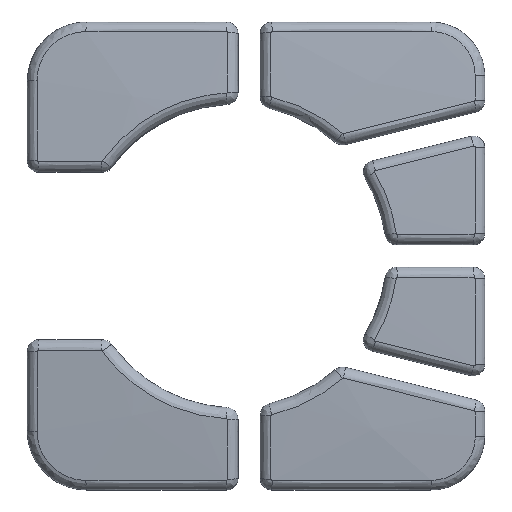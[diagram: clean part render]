
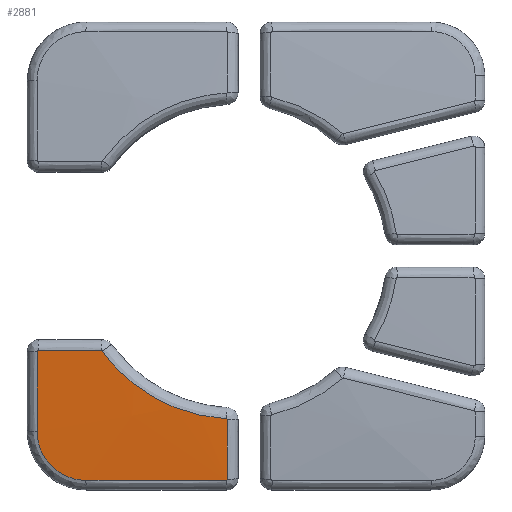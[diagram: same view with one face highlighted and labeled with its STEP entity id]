
A CAD part, top view. The second image highlights one B-rep face of the part: STEP entity #2881.
In plain terms, the highlighted spherical face has radius 475 mm.
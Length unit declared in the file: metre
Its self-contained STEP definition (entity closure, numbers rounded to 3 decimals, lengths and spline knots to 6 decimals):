
#124=SPHERICAL_SURFACE('',#3179,0.475);
#290=B_SPLINE_CURVE_WITH_KNOTS('',3,(#4244,#4245,#4246,#4247),
 .UNSPECIFIED.,.F.,.F.,(4,4),(0.,1.),.UNSPECIFIED.);
#291=B_SPLINE_CURVE_WITH_KNOTS('',3,(#4250,#4251,#4252,#4253),
 .UNSPECIFIED.,.F.,.F.,(4,4),(0.,1.),.UNSPECIFIED.);
#292=B_SPLINE_CURVE_WITH_KNOTS('',3,(#4255,#4256,#4257,#4258),
 .UNSPECIFIED.,.F.,.F.,(4,4),(0.,1.),.UNSPECIFIED.);
#293=B_SPLINE_CURVE_WITH_KNOTS('',3,(#4260,#4261,#4262,#4263),
 .UNSPECIFIED.,.F.,.F.,(4,4),(0.,1.),.UNSPECIFIED.);
#294=B_SPLINE_CURVE_WITH_KNOTS('',3,(#4265,#4266,#4267,#4268,#4269,#4270,
#4271),.UNSPECIFIED.,.F.,.F.,(4,1,1,1,4),(0.,0.25,0.5,0.75,1.),
 .UNSPECIFIED.);
#295=B_SPLINE_CURVE_WITH_KNOTS('',3,(#4273,#4274,#4275,#4276),
 .UNSPECIFIED.,.F.,.F.,(4,4),(0.,1.),.UNSPECIFIED.);
#296=B_SPLINE_CURVE_WITH_KNOTS('',3,(#4278,#4279,#4280,#4281),
 .UNSPECIFIED.,.F.,.F.,(4,4),(0.,1.),.UNSPECIFIED.);
#297=B_SPLINE_CURVE_WITH_KNOTS('',3,(#4283,#4284,#4285,#4286),
 .UNSPECIFIED.,.F.,.F.,(4,4),(0.,1.),.UNSPECIFIED.);
#298=B_SPLINE_CURVE_WITH_KNOTS('',3,(#4288,#4289,#4290,#4291),
 .UNSPECIFIED.,.F.,.F.,(4,4),(0.,1.),.UNSPECIFIED.);
#299=B_SPLINE_CURVE_WITH_KNOTS('',3,(#4293,#4294,#4295,#4296,#4297),
 .UNSPECIFIED.,.F.,.F.,(4,1,4),(0.,0.5,1.),.UNSPECIFIED.);
#500=ORIENTED_EDGE('',*,*,#1346,.T.);
#501=ORIENTED_EDGE('',*,*,#1347,.T.);
#502=ORIENTED_EDGE('',*,*,#1348,.T.);
#503=ORIENTED_EDGE('',*,*,#1349,.T.);
#504=ORIENTED_EDGE('',*,*,#1350,.T.);
#505=ORIENTED_EDGE('',*,*,#1351,.T.);
#506=ORIENTED_EDGE('',*,*,#1352,.T.);
#507=ORIENTED_EDGE('',*,*,#1353,.T.);
#508=ORIENTED_EDGE('',*,*,#1354,.T.);
#509=ORIENTED_EDGE('',*,*,#1355,.T.);
#1346=EDGE_CURVE('',#1764,#1765,#290,.T.);
#1347=EDGE_CURVE('',#1765,#1766,#291,.T.);
#1348=EDGE_CURVE('',#1766,#1767,#292,.T.);
#1349=EDGE_CURVE('',#1767,#1768,#293,.T.);
#1350=EDGE_CURVE('',#1768,#1769,#294,.T.);
#1351=EDGE_CURVE('',#1769,#1770,#295,.T.);
#1352=EDGE_CURVE('',#1770,#1771,#296,.T.);
#1353=EDGE_CURVE('',#1771,#1772,#297,.T.);
#1354=EDGE_CURVE('',#1772,#1773,#298,.T.);
#1355=EDGE_CURVE('',#1773,#1764,#299,.T.);
#1764=VERTEX_POINT('',#4248);
#1765=VERTEX_POINT('',#4249);
#1766=VERTEX_POINT('',#4254);
#1767=VERTEX_POINT('',#4259);
#1768=VERTEX_POINT('',#4264);
#1769=VERTEX_POINT('',#4272);
#1770=VERTEX_POINT('',#4277);
#1771=VERTEX_POINT('',#4282);
#1772=VERTEX_POINT('',#4287);
#1773=VERTEX_POINT('',#4292);
#2317=EDGE_LOOP('',(#500,#501,#502,#503,#504,#505,#506,#507,#508,#509));
#2569=FACE_BOUND('',#2317,.T.);
#2881=ADVANCED_FACE('',(#2569),#124,.T.);
#3179=AXIS2_PLACEMENT_3D('',#4243,#3493,#3494);
#3493=DIRECTION('',(-1.,0.,0.));
#3494=DIRECTION('',(0.,0.,1.));
#4243=CARTESIAN_POINT('',(0.0381,-0.00334,-0.4388));
#4244=CARTESIAN_POINT('',(0.013092,-0.021299,0.035201));
#4245=CARTESIAN_POINT('',(0.013052,-0.021243,0.035201));
#4246=CARTESIAN_POINT('',(0.012997,-0.021215,0.035199));
#4247=CARTESIAN_POINT('',(0.012929,-0.021215,0.035196));
#4248=CARTESIAN_POINT('',(0.013092,-0.021299,0.035201));
#4249=CARTESIAN_POINT('',(0.012929,-0.021215,0.035196));
#4250=CARTESIAN_POINT('',(0.012929,-0.021215,0.035196));
#4251=CARTESIAN_POINT('',(0.00893,-0.021217,0.034983));
#4252=CARTESIAN_POINT('',(0.004935,-0.021217,0.03472));
#4253=CARTESIAN_POINT('',(0.000944,-0.021215,0.034407));
#4254=CARTESIAN_POINT('',(0.000944,-0.021215,0.034407));
#4255=CARTESIAN_POINT('',(0.000944,-0.021215,0.034407));
#4256=CARTESIAN_POINT('',(0.000833,-0.021215,0.034398));
#4257=CARTESIAN_POINT('',(0.000743,-0.021304,0.034388));
#4258=CARTESIAN_POINT('',(0.000743,-0.021416,0.034384));
#4259=CARTESIAN_POINT('',(0.000743,-0.021416,0.034384));
#4260=CARTESIAN_POINT('',(0.000743,-0.021416,0.034384));
#4261=CARTESIAN_POINT('',(0.000743,-0.026441,0.034192));
#4262=CARTESIAN_POINT('',(0.000743,-0.031463,0.03392));
#4263=CARTESIAN_POINT('',(0.000743,-0.03648,0.033568));
#4264=CARTESIAN_POINT('',(0.000743,-0.03648,0.033568));
#4265=CARTESIAN_POINT('',(0.000743,-0.03648,0.033568));
#4266=CARTESIAN_POINT('',(0.000743,-0.037706,0.033482));
#4267=CARTESIAN_POINT('',(0.001227,-0.040107,0.033342));
#4268=CARTESIAN_POINT('',(0.003277,-0.043184,0.033248));
#4269=CARTESIAN_POINT('',(0.006363,-0.045237,0.033288));
#4270=CARTESIAN_POINT('',(0.008756,-0.045718,0.033396));
#4271=CARTESIAN_POINT('',(0.009982,-0.045718,0.033469));
#4272=CARTESIAN_POINT('',(0.009982,-0.045718,0.033469));
#4273=CARTESIAN_POINT('',(0.009982,-0.045718,0.033469));
#4274=CARTESIAN_POINT('',(0.018796,-0.045718,0.033994));
#4275=CARTESIAN_POINT('',(0.027638,-0.045718,0.034273));
#4276=CARTESIAN_POINT('',(0.036493,-0.045718,0.034303));
#4277=CARTESIAN_POINT('',(0.036493,-0.045718,0.034303));
#4278=CARTESIAN_POINT('',(0.036493,-0.045718,0.034303));
#4279=CARTESIAN_POINT('',(0.036604,-0.045718,0.034303));
#4280=CARTESIAN_POINT('',(0.036694,-0.045629,0.034312));
#4281=CARTESIAN_POINT('',(0.036694,-0.045518,0.034322));
#4282=CARTESIAN_POINT('',(0.036694,-0.045518,0.034322));
#4283=CARTESIAN_POINT('',(0.036694,-0.045518,0.034322));
#4284=CARTESIAN_POINT('',(0.036694,-0.041778,0.034655));
#4285=CARTESIAN_POINT('',(0.036694,-0.038034,0.034944));
#4286=CARTESIAN_POINT('',(0.036694,-0.034288,0.035189));
#4287=CARTESIAN_POINT('',(0.036694,-0.034288,0.035189));
#4288=CARTESIAN_POINT('',(0.036694,-0.034288,0.035189));
#4289=CARTESIAN_POINT('',(0.036694,-0.034182,0.035196));
#4290=CARTESIAN_POINT('',(0.036611,-0.034093,0.035201));
#4291=CARTESIAN_POINT('',(0.036504,-0.034087,0.035201));
#4292=CARTESIAN_POINT('',(0.036504,-0.034087,0.035201));
#4293=CARTESIAN_POINT('',(0.036504,-0.034087,0.035201));
#4294=CARTESIAN_POINT('',(0.03191,-0.033849,0.035201));
#4295=CARTESIAN_POINT('',(0.022839,-0.031279,0.035201));
#4296=CARTESIAN_POINT('',(0.015774,-0.025034,0.035201));
#4297=CARTESIAN_POINT('',(0.013092,-0.021299,0.035201));
